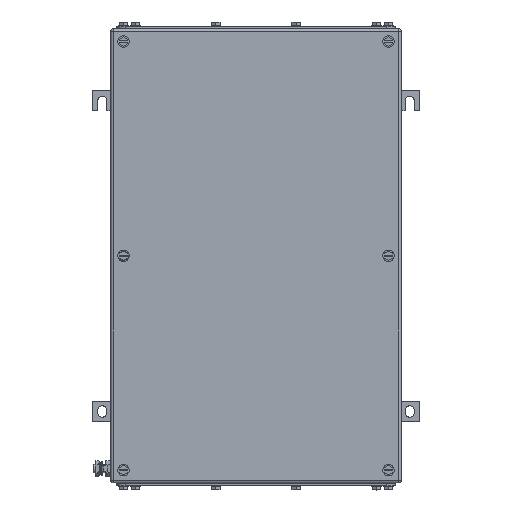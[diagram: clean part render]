
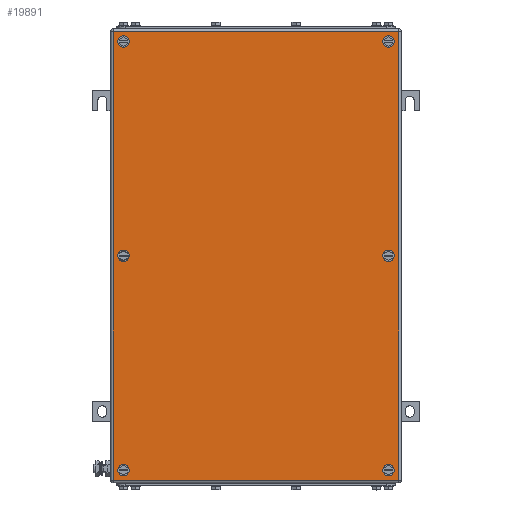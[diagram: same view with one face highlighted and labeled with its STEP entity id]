
A CAD part, top view. The second image highlights one B-rep face of the part: STEP entity #19891.
In plain terms, the highlighted planar face has unit normal (0, 0, 1).
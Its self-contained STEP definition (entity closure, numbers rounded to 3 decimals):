
#19729=AXIS2_PLACEMENT_3D('Circle Axis2P3D',#19727,#19728,$) ;
#19756=AXIS2_PLACEMENT_3D('Plane Axis2P3D',#19753,#19754,#19755) ;
#19794=AXIS2_PLACEMENT_3D('Circle Axis2P3D',#19792,#19793,$) ;
#19803=AXIS2_PLACEMENT_3D('Circle Axis2P3D',#19801,#19802,$) ;
#19812=AXIS2_PLACEMENT_3D('Circle Axis2P3D',#19810,#19811,$) ;
#19821=AXIS2_PLACEMENT_3D('Circle Axis2P3D',#19819,#19820,$) ;
#19830=AXIS2_PLACEMENT_3D('Circle Axis2P3D',#19828,#19829,$) ;
#19839=AXIS2_PLACEMENT_3D('Circle Axis2P3D',#19837,#19838,$) ;
#19848=AXIS2_PLACEMENT_3D('Circle Axis2P3D',#19846,#19847,$) ;
#19857=AXIS2_PLACEMENT_3D('Circle Axis2P3D',#19855,#19856,$) ;
#19866=AXIS2_PLACEMENT_3D('Circle Axis2P3D',#19864,#19865,$) ;
#19875=AXIS2_PLACEMENT_3D('Circle Axis2P3D',#19873,#19874,$) ;
#19884=AXIS2_PLACEMENT_3D('Circle Axis2P3D',#19882,#19883,$) ;
#19724=CARTESIAN_POINT('Vertex',(41.5,286.,203.5)) ;
#19727=CARTESIAN_POINT('Axis2P3D Location',(38.,286.,203.5)) ;
#19731=CARTESIAN_POINT('Vertex',(34.5,286.,203.5)) ;
#19753=CARTESIAN_POINT('Axis2P3D Location',(200.5,286.,203.5)) ;
#19758=CARTESIAN_POINT('Line Origine',(200.5,560.5,203.5)) ;
#19762=CARTESIAN_POINT('Vertex',(375.,560.5,203.5)) ;
#19764=CARTESIAN_POINT('Vertex',(26.,560.5,203.5)) ;
#19767=CARTESIAN_POINT('Line Origine',(26.,286.,203.5)) ;
#19771=CARTESIAN_POINT('Vertex',(26.,11.5,203.5)) ;
#19774=CARTESIAN_POINT('Line Origine',(200.5,11.5,203.5)) ;
#19778=CARTESIAN_POINT('Vertex',(375.,11.5,203.5)) ;
#19781=CARTESIAN_POINT('Line Origine',(375.,286.,203.5)) ;
#19792=CARTESIAN_POINT('Axis2P3D Location',(38.,286.,203.5)) ;
#19801=CARTESIAN_POINT('Axis2P3D Location',(363.,286.,203.5)) ;
#19805=CARTESIAN_POINT('Vertex',(366.5,286.,203.5)) ;
#19807=CARTESIAN_POINT('Vertex',(359.5,286.,203.5)) ;
#19810=CARTESIAN_POINT('Axis2P3D Location',(363.,286.,203.5)) ;
#19819=CARTESIAN_POINT('Axis2P3D Location',(38.,548.5,203.5)) ;
#19823=CARTESIAN_POINT('Vertex',(34.5,548.5,203.5)) ;
#19825=CARTESIAN_POINT('Vertex',(41.5,548.5,203.5)) ;
#19828=CARTESIAN_POINT('Axis2P3D Location',(38.,548.5,203.5)) ;
#19837=CARTESIAN_POINT('Axis2P3D Location',(38.,23.5,203.5)) ;
#19841=CARTESIAN_POINT('Vertex',(34.5,23.5,203.5)) ;
#19843=CARTESIAN_POINT('Vertex',(41.5,23.5,203.5)) ;
#19846=CARTESIAN_POINT('Axis2P3D Location',(38.,23.5,203.5)) ;
#19855=CARTESIAN_POINT('Axis2P3D Location',(363.,23.5,203.5)) ;
#19859=CARTESIAN_POINT('Vertex',(366.5,23.5,203.5)) ;
#19861=CARTESIAN_POINT('Vertex',(359.5,23.5,203.5)) ;
#19864=CARTESIAN_POINT('Axis2P3D Location',(363.,23.5,203.5)) ;
#19873=CARTESIAN_POINT('Axis2P3D Location',(363.,548.5,203.5)) ;
#19877=CARTESIAN_POINT('Vertex',(366.5,548.5,203.5)) ;
#19879=CARTESIAN_POINT('Vertex',(359.5,548.5,203.5)) ;
#19882=CARTESIAN_POINT('Axis2P3D Location',(363.,548.5,203.5)) ;
#19728=DIRECTION('Axis2P3D Direction',(0.,0.,1.)) ;
#19754=DIRECTION('Axis2P3D Direction',(0.,0.,1.)) ;
#19755=DIRECTION('Axis2P3D XDirection',(1.,0.,0.)) ;
#19759=DIRECTION('Vector Direction',(1.,0.,0.)) ;
#19768=DIRECTION('Vector Direction',(0.,-1.,0.)) ;
#19775=DIRECTION('Vector Direction',(1.,0.,0.)) ;
#19782=DIRECTION('Vector Direction',(0.,1.,0.)) ;
#19793=DIRECTION('Axis2P3D Direction',(0.,0.,1.)) ;
#19802=DIRECTION('Axis2P3D Direction',(0.,0.,1.)) ;
#19811=DIRECTION('Axis2P3D Direction',(0.,0.,1.)) ;
#19820=DIRECTION('Axis2P3D Direction',(0.,0.,1.)) ;
#19829=DIRECTION('Axis2P3D Direction',(0.,0.,1.)) ;
#19838=DIRECTION('Axis2P3D Direction',(0.,0.,1.)) ;
#19847=DIRECTION('Axis2P3D Direction',(0.,0.,1.)) ;
#19856=DIRECTION('Axis2P3D Direction',(0.,0.,1.)) ;
#19865=DIRECTION('Axis2P3D Direction',(0.,0.,1.)) ;
#19874=DIRECTION('Axis2P3D Direction',(0.,0.,1.)) ;
#19883=DIRECTION('Axis2P3D Direction',(0.,0.,1.)) ;
#19760=VECTOR('Line Direction',#19759,1.) ;
#19769=VECTOR('Line Direction',#19768,1.) ;
#19776=VECTOR('Line Direction',#19775,1.) ;
#19783=VECTOR('Line Direction',#19782,1.) ;
#19787=ORIENTED_EDGE('',*,*,#19766,.T.) ;
#19788=ORIENTED_EDGE('',*,*,#19773,.T.) ;
#19789=ORIENTED_EDGE('',*,*,#19780,.T.) ;
#19790=ORIENTED_EDGE('',*,*,#19785,.T.) ;
#19798=ORIENTED_EDGE('',*,*,#19796,.F.) ;
#19799=ORIENTED_EDGE('',*,*,#19733,.F.) ;
#19816=ORIENTED_EDGE('',*,*,#19809,.F.) ;
#19817=ORIENTED_EDGE('',*,*,#19814,.F.) ;
#19834=ORIENTED_EDGE('',*,*,#19827,.F.) ;
#19835=ORIENTED_EDGE('',*,*,#19832,.F.) ;
#19852=ORIENTED_EDGE('',*,*,#19845,.F.) ;
#19853=ORIENTED_EDGE('',*,*,#19850,.F.) ;
#19870=ORIENTED_EDGE('',*,*,#19863,.F.) ;
#19871=ORIENTED_EDGE('',*,*,#19868,.F.) ;
#19888=ORIENTED_EDGE('',*,*,#19881,.F.) ;
#19889=ORIENTED_EDGE('',*,*,#19886,.F.) ;
#19800=FACE_BOUND('',#19797,.T.) ;
#19818=FACE_BOUND('',#19815,.T.) ;
#19836=FACE_BOUND('',#19833,.T.) ;
#19854=FACE_BOUND('',#19851,.T.) ;
#19872=FACE_BOUND('',#19869,.T.) ;
#19890=FACE_BOUND('',#19887,.T.) ;
#19891=ADVANCED_FACE('ZUB_KTB_FS_553520_2GP.2\\ZUB_DE_KTB_FS.1\\DE_KTB_MH_PART_MASTER.1\\Koerper.2',(#19791,#19800,#19818,#19836,#19854,#19872,#19890),#19757,.T.) ;
#19730=CIRCLE('generated circle',#19729,3.5) ;
#19795=CIRCLE('generated circle',#19794,3.5) ;
#19804=CIRCLE('generated circle',#19803,3.5) ;
#19813=CIRCLE('generated circle',#19812,3.5) ;
#19822=CIRCLE('generated circle',#19821,3.5) ;
#19831=CIRCLE('generated circle',#19830,3.5) ;
#19840=CIRCLE('generated circle',#19839,3.5) ;
#19849=CIRCLE('generated circle',#19848,3.5) ;
#19858=CIRCLE('generated circle',#19857,3.5) ;
#19867=CIRCLE('generated circle',#19866,3.5) ;
#19876=CIRCLE('generated circle',#19875,3.5) ;
#19885=CIRCLE('generated circle',#19884,3.5) ;
#19733=EDGE_CURVE('',#19725,#19732,#19730,.T.) ;
#19766=EDGE_CURVE('',#19763,#19765,#19761,.F.) ;
#19773=EDGE_CURVE('',#19765,#19772,#19770,.T.) ;
#19780=EDGE_CURVE('',#19772,#19779,#19777,.T.) ;
#19785=EDGE_CURVE('',#19779,#19763,#19784,.T.) ;
#19796=EDGE_CURVE('',#19732,#19725,#19795,.T.) ;
#19809=EDGE_CURVE('',#19806,#19808,#19804,.T.) ;
#19814=EDGE_CURVE('',#19808,#19806,#19813,.T.) ;
#19827=EDGE_CURVE('',#19824,#19826,#19822,.T.) ;
#19832=EDGE_CURVE('',#19826,#19824,#19831,.T.) ;
#19845=EDGE_CURVE('',#19842,#19844,#19840,.T.) ;
#19850=EDGE_CURVE('',#19844,#19842,#19849,.T.) ;
#19863=EDGE_CURVE('',#19860,#19862,#19858,.T.) ;
#19868=EDGE_CURVE('',#19862,#19860,#19867,.T.) ;
#19881=EDGE_CURVE('',#19878,#19880,#19876,.T.) ;
#19886=EDGE_CURVE('',#19880,#19878,#19885,.T.) ;
#19786=EDGE_LOOP('',(#19787,#19788,#19789,#19790)) ;
#19797=EDGE_LOOP('',(#19798,#19799)) ;
#19815=EDGE_LOOP('',(#19816,#19817)) ;
#19833=EDGE_LOOP('',(#19834,#19835)) ;
#19851=EDGE_LOOP('',(#19852,#19853)) ;
#19869=EDGE_LOOP('',(#19870,#19871)) ;
#19887=EDGE_LOOP('',(#19888,#19889)) ;
#19791=FACE_OUTER_BOUND('',#19786,.T.) ;
#19761=LINE('Line',#19758,#19760) ;
#19770=LINE('Line',#19767,#19769) ;
#19777=LINE('Line',#19774,#19776) ;
#19784=LINE('Line',#19781,#19783) ;
#19757=PLANE('',#19756) ;
#19725=VERTEX_POINT('',#19724) ;
#19732=VERTEX_POINT('',#19731) ;
#19763=VERTEX_POINT('',#19762) ;
#19765=VERTEX_POINT('',#19764) ;
#19772=VERTEX_POINT('',#19771) ;
#19779=VERTEX_POINT('',#19778) ;
#19806=VERTEX_POINT('',#19805) ;
#19808=VERTEX_POINT('',#19807) ;
#19824=VERTEX_POINT('',#19823) ;
#19826=VERTEX_POINT('',#19825) ;
#19842=VERTEX_POINT('',#19841) ;
#19844=VERTEX_POINT('',#19843) ;
#19860=VERTEX_POINT('',#19859) ;
#19862=VERTEX_POINT('',#19861) ;
#19878=VERTEX_POINT('',#19877) ;
#19880=VERTEX_POINT('',#19879) ;
